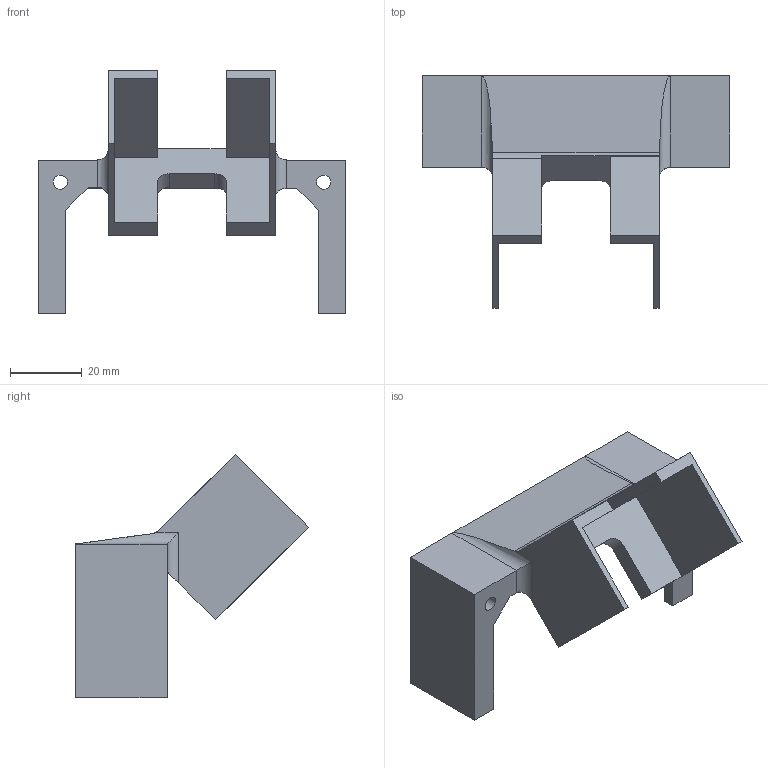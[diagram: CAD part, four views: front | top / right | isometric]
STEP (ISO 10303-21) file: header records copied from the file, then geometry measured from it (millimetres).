
FILE_DESCRIPTION(/* description */ (''),/* implementation_level */ '2;1');
FILE_NAME(/* name */ 'Fan Holder.stp',/* time_stamp */ '2018-01-29T18:53:58-08:00',/* author */ ('jdtag'),/* organization */ (''),/* preprocessor_version */ 'ST-DEVELOPER v16.13',/* originating_system */ 'Autodesk Inventor 2018',/* authorisation */ '');
FILE_SCHEMA (('AUTOMOTIVE_DESIGN { 1 0 10303 214 3 1 1 }'));
Length unit declared in the file: inch
Products named in the file (1): Fan Holder
Bounding box: 85.72 x 64.68 x 67.91 mm (x, y, z)
Volume: 20418.7 mm3; surface area: 18046.8 mm2
Topology: 1 solids, 1 shells, 49 faces, 136 edges, 89 vertices
Faces by surface type: plane 39, cylinder 10
Full cylindrical faces by diameter (mm): 4 x2
Entity records: 1605 total; most frequent: CARTESIAN_POINT 297, ORIENTED_EDGE 268, DIRECTION 250, EDGE_CURVE 134, LINE 110, VECTOR 110, VERTEX_POINT 89, AXIS2_PLACEMENT_3D 70
